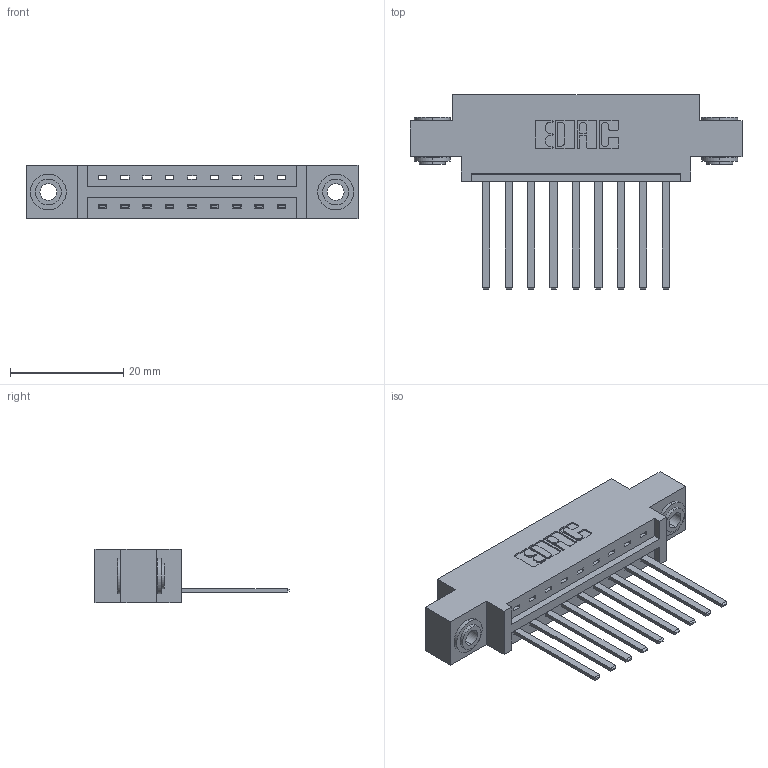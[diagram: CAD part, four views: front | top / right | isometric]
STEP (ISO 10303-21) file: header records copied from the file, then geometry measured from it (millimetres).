
FILE_DESCRIPTION (( 'STEP AP203' ), '1' );
FILE_NAME ('387-009-544-603.STEP', '2018-09-10T06:06:21', ( '' ), ( '' ), 'SwSTEP 2.0', 'SolidWorks 2016', '' );
FILE_SCHEMA (( 'CONFIG_CONTROL_DESIGN' ));
Length unit declared in the file: inch
Products named in the file (4): 387-009-544-603; 337 Part_0.170 Offset - 0.156 Dia-TH; 345-292-001_345-293-144; 345-250-002_345-250-002-102
Assembly tree (12 placements, depth 2):
  387-009-544-603
    337 Part_0.170 Offset - 0.156 Dia-TH
    345-292-001_345-293-144  x9
    345-250-002_345-250-002-102  x2
Bounding box: 58.67 x 34.3 x 9.4 mm (x, y, z)
Volume: 5691.3 mm3; surface area: 6370 mm2
Topology: 12 solids, 12 shells, 660 faces, 1929 edges, 1270 vertices
Faces by surface type: plane 462, cylinder 190, cone 8
Entity records: 11556 total; most frequent: CARTESIAN_POINT 1988, ORIENTED_EDGE 1926, DIRECTION 1771, EDGE_CURVE 963, LINE 815, VECTOR 815, VERTEX_POINT 638, AXIS2_PLACEMENT_3D 478
